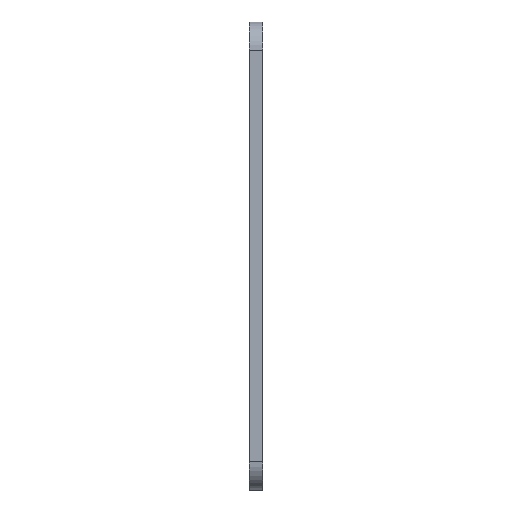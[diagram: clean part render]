
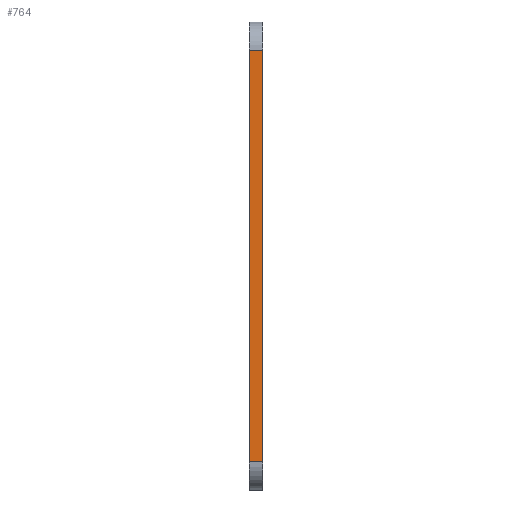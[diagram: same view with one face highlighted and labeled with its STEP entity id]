
A CAD part, left-side view. The second image highlights one B-rep face of the part: STEP entity #764.
In plain terms, the highlighted planar face has unit normal (-1, 0, 0).
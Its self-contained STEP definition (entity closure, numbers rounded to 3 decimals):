
#11 = PLANE ( 'NONE',  #846 ) ;
#12 = CARTESIAN_POINT ( 'NONE',  ( -82.5, 4.8, -82.5 ) ) ;
#50 = CARTESIAN_POINT ( 'NONE',  ( -82.5, 0., -72.5 ) ) ;
#51 = CARTESIAN_POINT ( 'NONE',  ( -82.5, 0., 72.5 ) ) ;
#56 = CARTESIAN_POINT ( 'NONE',  ( -82.5, 4.8, 72.5 ) ) ;
#66 = VERTEX_POINT ( 'NONE', #111 ) ;
#67 = VERTEX_POINT ( 'NONE', #56 ) ;
#72 = VERTEX_POINT ( 'NONE', #51 ) ;
#73 = VERTEX_POINT ( 'NONE', #50 ) ;
#111 = CARTESIAN_POINT ( 'NONE',  ( -82.5, 4.8, -72.5 ) ) ;
#225 = DIRECTION ( 'NONE',  ( 0., 1., 0. ) ) ;
#226 = CARTESIAN_POINT ( 'NONE',  ( -82.5, 4.8, 72.5 ) ) ;
#253 = DIRECTION ( 'NONE',  ( 0., 0., 1. ) ) ;
#257 = DIRECTION ( 'NONE',  ( 0., -1., 0. ) ) ;
#258 = CARTESIAN_POINT ( 'NONE',  ( -82.5, 4.8, -72.5 ) ) ;
#271 = CARTESIAN_POINT ( 'NONE',  ( -82.5, 4.8, -82.5 ) ) ;
#274 = DIRECTION ( 'NONE',  ( 0., 0., 1. ) ) ;
#277 = CARTESIAN_POINT ( 'NONE',  ( -82.5, 0., -82.5 ) ) ;
#371 = DIRECTION ( 'NONE',  ( 0., 0., -1. ) ) ;
#372 = DIRECTION ( 'NONE',  ( 1., 0., 0. ) ) ;
#511 = EDGE_LOOP ( 'NONE', ( #698, #699, #700, #701 ) ) ;
#549 = VECTOR ( 'NONE', #225, 1000. ) ;
#552 = LINE ( 'NONE', #226, #549 ) ;
#560 = LINE ( 'NONE', #271, #579 ) ;
#561 = VECTOR ( 'NONE', #257, 1000. ) ;
#562 = LINE ( 'NONE', #258, #561 ) ;
#579 = VECTOR ( 'NONE', #253, 1000. ) ;
#581 = VECTOR ( 'NONE', #274, 1000. ) ;
#587 = LINE ( 'NONE', #277, #581 ) ;
#665 = FACE_OUTER_BOUND ( 'NONE', #511, .T. ) ;
#698 = ORIENTED_EDGE ( 'NONE', *, *, #884, .F. ) ;
#699 = ORIENTED_EDGE ( 'NONE', *, *, #882, .T. ) ;
#700 = ORIENTED_EDGE ( 'NONE', *, *, #874, .T. ) ;
#701 = ORIENTED_EDGE ( 'NONE', *, *, #898, .T. ) ;
#764 = ADVANCED_FACE ( 'NONE', ( #665 ), #11, .F. ) ;
#846 = AXIS2_PLACEMENT_3D ( 'NONE', #12, #372, #371 ) ;
#874 = EDGE_CURVE ( 'NONE', #73, #72, #587, .T. ) ;
#882 = EDGE_CURVE ( 'NONE', #66, #73, #562, .T. ) ;
#884 = EDGE_CURVE ( 'NONE', #66, #67, #560, .T. ) ;
#898 = EDGE_CURVE ( 'NONE', #72, #67, #552, .T. ) ;
